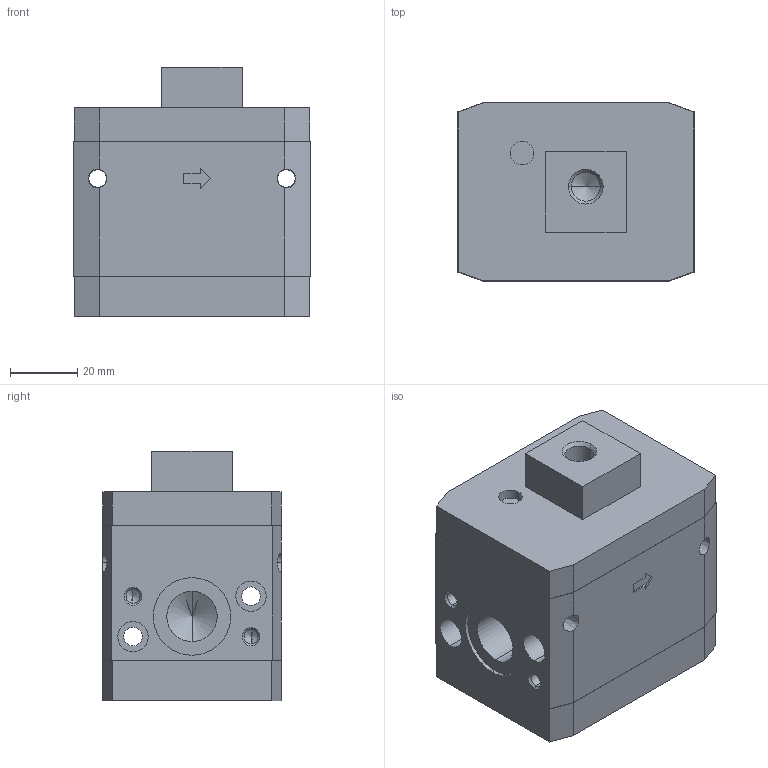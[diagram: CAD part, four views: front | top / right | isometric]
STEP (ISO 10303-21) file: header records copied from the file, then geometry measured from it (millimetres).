
FILE_DESCRIPTION((''),'2;1');
FILE_NAME('17220.stp','2003-06-16T14:56:15',('maffial1'),(''),'Autodesk Inventor 7','Autodesk Inventor 7','');
FILE_SCHEMA(('AUTOMOTIVE_DESIGN { 1 0 10303 214 1 1 1 1 }'));
Length unit declared in the file: millimetre
Products named in the file (1): 17220
Bounding box: 70 x 53 x 74 mm (x, y, z)
Volume: 218333.3 mm3; surface area: 30281.5 mm2
Topology: 1 solids, 1 shells, 122 faces, 308 edges, 188 vertices
Faces by surface type: bspline 53, plane 45, cylinder 14, cone 10
Entity records: 4117 total; most frequent: CARTESIAN_POINT 1350, ORIENTED_EDGE 584, DIRECTION 528, EDGE_CURVE 292, VECTOR 196, LINE 196, VERTEX_POINT 188, AXIS2_PLACEMENT_3D 166
